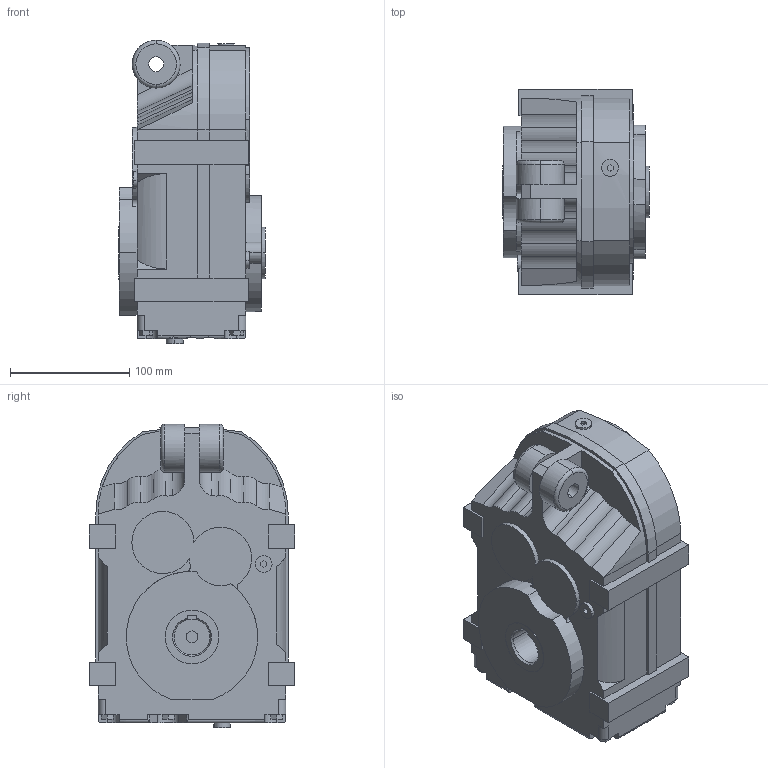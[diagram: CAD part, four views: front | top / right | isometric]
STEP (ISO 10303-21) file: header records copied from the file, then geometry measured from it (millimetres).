
FILE_DESCRIPTION(('STEP AP214'),'1');
FILE_NAME('cctmp_8EFB7267-85E5-4DD1-BACD-3A9AC3B5CC00_2021_6_9_12_13_51_779..stp','2021-06-09T10:13:52',('SEW-EURODRIVE GmbH & Co KG'),('CADClick - www.CADClick.com'),'Spatial InterOp 3D postprocessed',' ','unknown authorization');
FILE_SCHEMA(('AUTOMOTIVE_DESIGN'));
Length unit declared in the file: millimetre
Products named in the file (1): 2021_06_09__12-13-51-779
Bounding box: 123 x 172 x 254 mm (x, y, z)
Volume: 3397712.4 mm3; surface area: 182962.7 mm2
Topology: 1 solids, 2 shells, 349 faces, 922 edges, 607 vertices
Faces by surface type: plane 217, cylinder 112, bspline 10, cone 6, torus 4
Entity records: 12430 total; most frequent: CARTESIAN_POINT 2567, ORIENTED_EDGE 1844, DIRECTION 1817, EDGE_CURVE 922, LINE 611, VECTOR 611, VERTEX_POINT 607, AXIS2_PLACEMENT_3D 603
